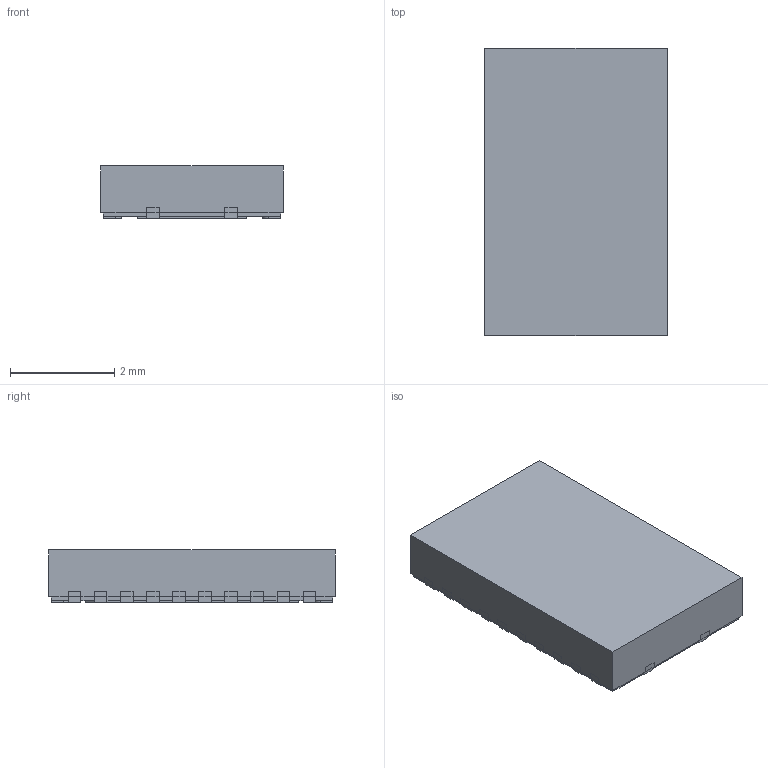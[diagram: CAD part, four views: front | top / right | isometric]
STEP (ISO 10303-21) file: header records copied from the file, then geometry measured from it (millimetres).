
FILE_DESCRIPTION((''),'2;1');
FILE_NAME('RGY0024C_ASM','2018-03-20T11:07:59',('a0412086'),(''),'CREO PARAMETRIC BY PTC INC, 2017260','CREO PARAMETRIC BY PTC INC, 2017260','');
FILE_SCHEMA(('AUTOMOTIVE_DESIGN { 1 0 10303 214 1 1 1 1 }'));
Length unit declared in the file: millimetre
Products named in the file (4): FRAME_AF0; BODY_AF0; PIN1_AREA; RGY0024C_ASM
Assembly tree (3 placements, depth 2):
  RGY0024C_ASM
    FRAME_AF0
    BODY_AF0
    PIN1_AREA
Bounding box: 3.5 x 5.5 x 1 mm (x, y, z)
Volume: 19 mm3; surface area: 90.2 mm2
Topology: 26 solids, 26 shells, 455 faces, 1206 edges, 804 vertices
Faces by surface type: plane 359, cylinder 96
Entity records: 18313 total; most frequent: CARTESIAN_POINT 2515, ORIENTED_EDGE 2412, DIRECTION 2374, PRESENTATION_STYLE_ASSIGNMENT 1257, STYLED_ITEM 1233, CURVE_STYLE 1206, EDGE_CURVE 1206, VECTOR 1014
